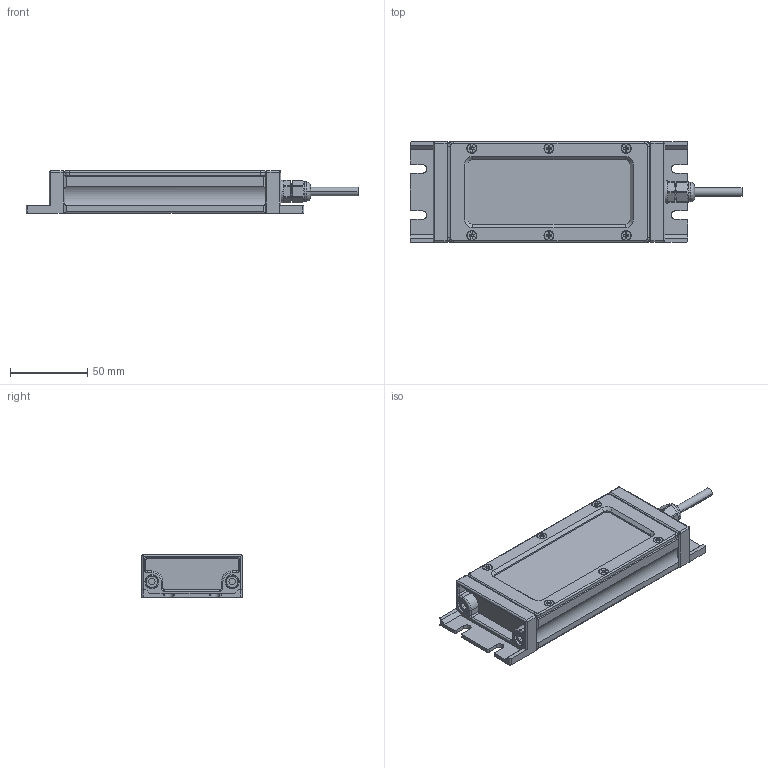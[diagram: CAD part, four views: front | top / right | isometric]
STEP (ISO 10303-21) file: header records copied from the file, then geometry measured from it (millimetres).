
FILE_DESCRIPTION((''),'2;1');
FILE_NAME('NLE10-DC.stp','2023-11-28T16:39:35',(''),(''),'Mechanical Desktop 2011','Mechanical Desktop 2011',', , ');
FILE_SCHEMA(('CONFIG_CONTROL_DESIGN'));
Length unit declared in the file: millimetre
Products named in the file (1): Product
Bounding box: 215 x 65.07 x 27.5 mm (x, y, z)
Volume: 230924.7 mm3; surface area: 65463.8 mm2
Topology: 18 solids, 18 shells, 732 faces, 1884 edges, 1205 vertices
Faces by surface type: plane 320, cylinder 209, cone 92, bspline 84, torus 21, sphere 6
Full cylindrical faces by diameter (mm): 9.865 x9, 11.489 x8
Entity records: 26665 total; most frequent: CARTESIAN_POINT 9159, ORIENTED_EDGE 3756, DIRECTION 3497, EDGE_CURVE 1878, AXIS2_PLACEMENT_3D 1251, VERTEX_POINT 1205, VECTOR 995, LINE 995
